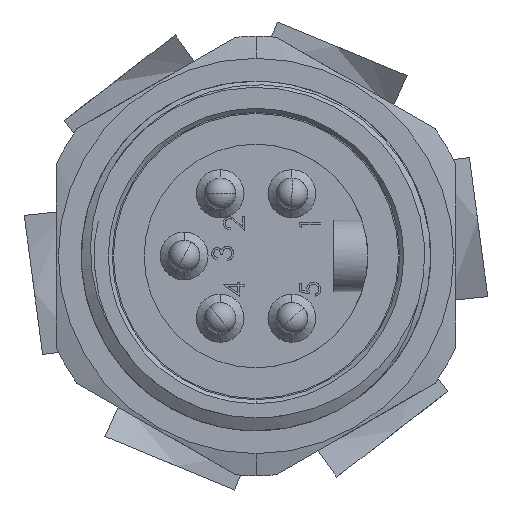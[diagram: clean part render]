
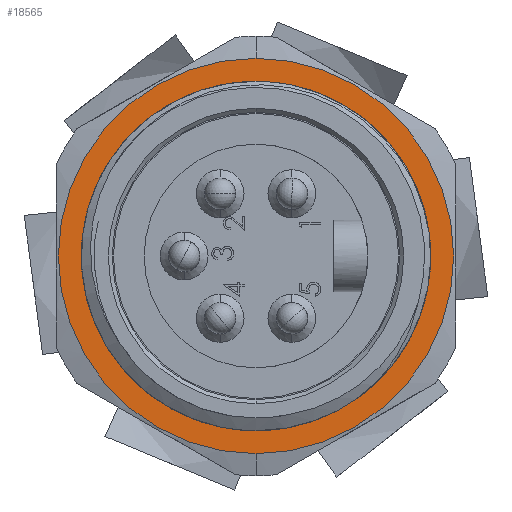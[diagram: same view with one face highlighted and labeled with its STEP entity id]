
A CAD part, left-side view. The second image highlights one B-rep face of the part: STEP entity #18565.
In plain terms, the highlighted planar face has unit normal (-1, 0, 0).
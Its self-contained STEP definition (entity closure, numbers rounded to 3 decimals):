
#517 = EDGE_LOOP ( 'NONE', ( #3365, #8527 ) ) ;
#690 = DIRECTION ( 'NONE',  ( 1., 0., 0. ) ) ;
#892 = AXIS2_PLACEMENT_3D ( 'NONE', #13270, #3655, #14887 ) ;
#1136 = VERTEX_POINT ( 'NONE', #8595 ) ;
#2397 = AXIS2_PLACEMENT_3D ( 'NONE', #13020, #3395, #14622 ) ;
#3365 = ORIENTED_EDGE ( 'NONE', *, *, #9299, .F. ) ;
#3395 = DIRECTION ( 'NONE',  ( -1., 0., 0. ) ) ;
#3482 = CARTESIAN_POINT ( 'NONE',  ( 9.398, 0., 0. ) ) ;
#3634 = CARTESIAN_POINT ( 'NONE',  ( 9.398, 0., 0. ) ) ;
#3655 = DIRECTION ( 'NONE',  ( -1., 0., 0. ) ) ;
#3847 = PLANE ( 'NONE',  #19507 ) ;
#5077 = DIRECTION ( 'NONE',  ( 0., 0., 1. ) ) ;
#5232 = DIRECTION ( 'NONE',  ( 0., 0., 1. ) ) ;
#5925 = VERTEX_POINT ( 'NONE', #17401 ) ;
#6066 = CIRCLE ( 'NONE', #892, 10.414 ) ;
#8527 = ORIENTED_EDGE ( 'NONE', *, *, #20641, .F. ) ;
#8595 = CARTESIAN_POINT ( 'NONE',  ( 9.398, 0., 12.573 ) ) ;
#9299 = EDGE_CURVE ( 'NONE', #13641, #5925, #6066, .T. ) ;
#9583 = EDGE_CURVE ( 'NONE', #14687, #1136, #12868, .T. ) ;
#10297 = CARTESIAN_POINT ( 'NONE',  ( 9.398, 13.97, 0. ) ) ;
#11358 = CIRCLE ( 'NONE', #14348, 12.573 ) ;
#11596 = EDGE_CURVE ( 'NONE', #1136, #14687, #11358, .T. ) ;
#11796 = CARTESIAN_POINT ( 'NONE',  ( 9.398, 0., 10.414 ) ) ;
#11934 = DIRECTION ( 'NONE',  ( 0., 0., -1. ) ) ;
#12094 = CARTESIAN_POINT ( 'NONE',  ( 9.398, 0., -12.573 ) ) ;
#12868 = CIRCLE ( 'NONE', #19181, 12.573 ) ;
#13020 = CARTESIAN_POINT ( 'NONE',  ( 9.398, 0., 0. ) ) ;
#13270 = CARTESIAN_POINT ( 'NONE',  ( 9.398, 0., 0. ) ) ;
#13641 = VERTEX_POINT ( 'NONE', #11796 ) ;
#13663 = ORIENTED_EDGE ( 'NONE', *, *, #11596, .T. ) ;
#14348 = AXIS2_PLACEMENT_3D ( 'NONE', #3482, #14724, #5077 ) ;
#14622 = DIRECTION ( 'NONE',  ( 0., 0., 1. ) ) ;
#14687 = VERTEX_POINT ( 'NONE', #12094 ) ;
#14724 = DIRECTION ( 'NONE',  ( -1., 0., 0. ) ) ;
#14871 = DIRECTION ( 'NONE',  ( -1., 0., 0. ) ) ;
#14887 = DIRECTION ( 'NONE',  ( 0., 0., 1. ) ) ;
#16717 = ORIENTED_EDGE ( 'NONE', *, *, #9583, .T. ) ;
#17020 = FACE_BOUND ( 'NONE', #517, .T. ) ;
#17401 = CARTESIAN_POINT ( 'NONE',  ( 9.398, 0., -10.414 ) ) ;
#18565 = ADVANCED_FACE ( 'NONE', ( #17020, #20784 ), #3847, .F. ) ;
#19181 = AXIS2_PLACEMENT_3D ( 'NONE', #3634, #14871, #5232 ) ;
#19507 = AXIS2_PLACEMENT_3D ( 'NONE', #10297, #690, #11934 ) ;
#20051 = CIRCLE ( 'NONE', #2397, 10.414 ) ;
#20641 = EDGE_CURVE ( 'NONE', #5925, #13641, #20051, .T. ) ;
#20683 = EDGE_LOOP ( 'NONE', ( #16717, #13663 ) ) ;
#20784 = FACE_OUTER_BOUND ( 'NONE', #20683, .T. ) ;
